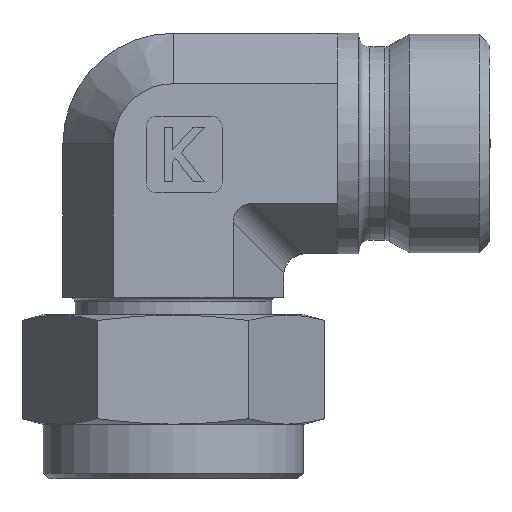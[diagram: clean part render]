
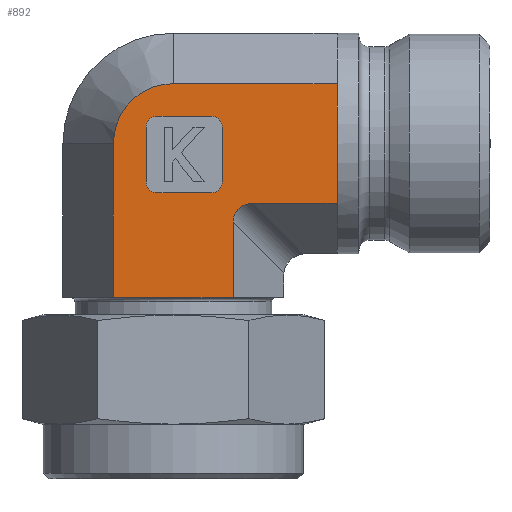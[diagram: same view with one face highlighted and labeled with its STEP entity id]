
A CAD part, left-side view. The second image highlights one B-rep face of the part: STEP entity #892.
In plain terms, the highlighted planar face has unit normal (-1, 0, 0).
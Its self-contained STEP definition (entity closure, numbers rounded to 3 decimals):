
#178=CARTESIAN_POINT('',(-28.485,4.059,0.9));
#179=VERTEX_POINT('',#178);
#186=CARTESIAN_POINT('',(-28.485,15.029,0.9));
#187=VERTEX_POINT('',#186);
#188=CARTESIAN_POINT('',(-28.485,15.029,0.9));
#189=DIRECTION('',(0.0,-1.0,0.0));
#190=VECTOR('',#189,10.97);
#191=LINE('',#188,#190);
#192=EDGE_CURVE('',#187,#179,#191,.T.);
#268=CARTESIAN_POINT('',(-28.485,-5.456,18.44));
#269=VERTEX_POINT('',#268);
#270=CARTESIAN_POINT('',(-28.485,-5.456,20.485));
#271=VERTEX_POINT('',#270);
#272=CARTESIAN_POINT('',(-28.485,-5.456,18.44));
#273=DIRECTION('',(0.0,0.0,1.0));
#274=VECTOR('',#273,2.045);
#275=LINE('',#272,#274);
#276=EDGE_CURVE('',#269,#271,#275,.T.);
#334=CARTESIAN_POINT('',(-28.485,-5.456,9.515));
#335=VERTEX_POINT('',#334);
#342=CARTESIAN_POINT('',(-28.485,-5.456,11.56));
#343=VERTEX_POINT('',#342);
#351=CARTESIAN_POINT('',(-28.485,-5.456,9.515));
#352=DIRECTION('',(0.0,0.0,1.0));
#353=VECTOR('',#352,2.045);
#354=LINE('',#351,#353);
#355=EDGE_CURVE('',#335,#343,#354,.T.);
#563=CARTESIAN_POINT('',(-28.485,-5.461,18.44));
#564=VERTEX_POINT('',#563);
#565=CARTESIAN_POINT('',(-28.485,-5.461,18.44));
#566=DIRECTION('',(0.0,1.0,0.0));
#567=VECTOR('',#566,0.005);
#568=LINE('',#565,#567);
#569=EDGE_CURVE('',#564,#269,#568,.T.);
#571=CARTESIAN_POINT('',(-28.485,-5.461,11.56));
#572=VERTEX_POINT('',#571);
#580=CARTESIAN_POINT('',(-28.485,-5.456,11.56));
#581=DIRECTION('',(0.0,-1.0,0.0));
#582=VECTOR('',#581,0.005);
#583=LINE('',#580,#582);
#584=EDGE_CURVE('',#343,#572,#583,.T.);
#720=CARTESIAN_POINT('',(-28.485,2.327,9.515));
#721=VERTEX_POINT('',#720);
#722=CARTESIAN_POINT('',(-28.485,2.327,9.515));
#723=DIRECTION('',(0.0,-1.0,0.0));
#724=VECTOR('',#723,7.783);
#725=LINE('',#722,#724);
#726=EDGE_CURVE('',#721,#335,#725,.T.);
#747=CARTESIAN_POINT('',(-28.485,4.059,0.0));
#748=DIRECTION('',(-1.0,0.0,0.0));
#749=DIRECTION('',(0.0,0.0,1.0));
#750=AXIS2_PLACEMENT_3D('',#747,#748,#749);
#751=PLANE('',#750);
#752=ORIENTED_EDGE('',*,*,#355,.T.);
#753=ORIENTED_EDGE('',*,*,#584,.T.);
#754=CARTESIAN_POINT('',(-28.485,-5.456,11.878));
#755=VERTEX_POINT('',#754);
#756=CARTESIAN_POINT('',(-28.485,-5.461,11.56));
#757=CARTESIAN_POINT('',(-28.485,-5.458,11.669));
#758=CARTESIAN_POINT('',(-28.485,-5.456,11.776));
#759=CARTESIAN_POINT('',(-28.485,-5.456,11.878));
#760=B_SPLINE_CURVE_WITH_KNOTS('',3,(#756,#757,#758,#759),.UNSPECIFIED.,.F.,.U.,(4,4),(0.797,0.827),.UNSPECIFIED.);
#761=EDGE_CURVE('',#572,#755,#760,.T.);
#762=ORIENTED_EDGE('',*,*,#761,.T.);
#763=CARTESIAN_POINT('',(-28.485,-5.456,18.122));
#764=VERTEX_POINT('',#763);
#765=CARTESIAN_POINT('',(-28.485,-5.456,11.878));
#766=DIRECTION('',(0.0,0.0,1.0));
#767=VECTOR('',#766,6.245);
#768=LINE('',#765,#767);
#769=EDGE_CURVE('',#755,#764,#768,.T.);
#770=ORIENTED_EDGE('',*,*,#769,.T.);
#771=CARTESIAN_POINT('',(-28.485,-5.456,18.122));
#772=CARTESIAN_POINT('',(-28.485,-5.456,18.224));
#773=CARTESIAN_POINT('',(-28.485,-5.458,18.331));
#774=CARTESIAN_POINT('',(-28.485,-5.461,18.44));
#775=B_SPLINE_CURVE_WITH_KNOTS('',3,(#771,#772,#773,#774),.UNSPECIFIED.,.F.,.U.,(4,4),(1.413,1.444),.UNSPECIFIED.);
#776=EDGE_CURVE('',#764,#564,#775,.T.);
#777=ORIENTED_EDGE('',*,*,#776,.T.);
#778=ORIENTED_EDGE('',*,*,#569,.T.);
#779=ORIENTED_EDGE('',*,*,#276,.T.);
#780=CARTESIAN_POINT('',(-28.485,9.544,20.485));
#781=VERTEX_POINT('',#780);
#782=CARTESIAN_POINT('',(-28.485,9.544,20.485));
#783=DIRECTION('',(0.0,-1.0,0.0));
#784=VECTOR('',#783,15.0);
#785=LINE('',#782,#784);
#786=EDGE_CURVE('',#781,#271,#785,.T.);
#787=ORIENTED_EDGE('',*,*,#786,.F.);
#788=CARTESIAN_POINT('',(-28.485,15.029,15.));
#789=VERTEX_POINT('',#788);
#790=CARTESIAN_POINT('',(-28.485,9.544,15.));
#791=DIRECTION('',(-1.0,0.0,0.0));
#792=DIRECTION('',(0.0,0.0,1.0));
#793=AXIS2_PLACEMENT_3D('',#790,#791,#792);
#794=CIRCLE('',#793,5.485);
#795=EDGE_CURVE('',#781,#789,#794,.T.);
#796=ORIENTED_EDGE('',*,*,#795,.T.);
#797=CARTESIAN_POINT('',(-28.485,15.029,0.9));
#798=DIRECTION('',(0.0,0.0,1.0));
#799=VECTOR('',#798,14.1);
#800=LINE('',#797,#799);
#801=EDGE_CURVE('',#187,#789,#800,.T.);
#802=ORIENTED_EDGE('',*,*,#801,.F.);
#803=ORIENTED_EDGE('',*,*,#192,.T.);
#804=CARTESIAN_POINT('',(-28.485,4.059,7.783));
#805=VERTEX_POINT('',#804);
#806=CARTESIAN_POINT('',(-28.485,4.059,0.9));
#807=DIRECTION('',(0.0,0.0,1.0));
#808=VECTOR('',#807,6.883);
#809=LINE('',#806,#808);
#810=EDGE_CURVE('',#179,#805,#809,.T.);
#811=ORIENTED_EDGE('',*,*,#810,.T.);
#812=CARTESIAN_POINT('',(-28.485,1.75,7.206));
#813=DIRECTION('',(-1.0,0.0,0.0));
#814=DIRECTION('',(0.0,0.707,0.707));
#815=AXIS2_PLACEMENT_3D('',#812,#813,#814);
#816=ELLIPSE('',#815,2.582,2.0);
#817=EDGE_CURVE('',#721,#805,#816,.T.);
#818=ORIENTED_EDGE('',*,*,#817,.F.);
#819=ORIENTED_EDGE('',*,*,#726,.T.);
#820=EDGE_LOOP('',(#752,#753,#762,#770,#777,#778,#779,#787,#796,#802,#803,#811,#818,#819));
#821=FACE_OUTER_BOUND('',#820,.T.);
#822=CARTESIAN_POINT('',(-28.485,6.044,10.5));
#823=VERTEX_POINT('',#822);
#824=CARTESIAN_POINT('',(-28.485,11.044,10.5));
#825=VERTEX_POINT('',#824);
#826=CARTESIAN_POINT('',(-28.485,6.044,10.5));
#827=DIRECTION('',(0.0,1.0,0.0));
#828=VECTOR('',#827,5.);
#829=LINE('',#826,#828);
#830=EDGE_CURVE('',#823,#825,#829,.T.);
#831=ORIENTED_EDGE('',*,*,#830,.T.);
#832=CARTESIAN_POINT('',(-28.485,12.044,11.5));
#833=VERTEX_POINT('',#832);
#834=CARTESIAN_POINT('',(-28.485,11.044,11.5));
#835=DIRECTION('',(-1.0,0.0,0.0));
#836=DIRECTION('',(0.0,0.707,-0.707));
#837=AXIS2_PLACEMENT_3D('',#834,#835,#836);
#838=CIRCLE('',#837,1.0);
#839=EDGE_CURVE('',#833,#825,#838,.T.);
#840=ORIENTED_EDGE('',*,*,#839,.F.);
#841=CARTESIAN_POINT('',(-28.485,12.044,16.5));
#842=VERTEX_POINT('',#841);
#843=CARTESIAN_POINT('',(-28.485,12.044,11.5));
#844=DIRECTION('',(0.0,0.0,1.0));
#845=VECTOR('',#844,5.);
#846=LINE('',#843,#845);
#847=EDGE_CURVE('',#833,#842,#846,.T.);
#848=ORIENTED_EDGE('',*,*,#847,.T.);
#849=CARTESIAN_POINT('',(-28.485,11.044,17.5));
#850=VERTEX_POINT('',#849);
#851=CARTESIAN_POINT('',(-28.485,11.044,16.5));
#852=DIRECTION('',(-1.0,0.0,0.0));
#853=DIRECTION('',(0.0,0.707,0.707));
#854=AXIS2_PLACEMENT_3D('',#851,#852,#853);
#855=CIRCLE('',#854,1.0);
#856=EDGE_CURVE('',#850,#842,#855,.T.);
#857=ORIENTED_EDGE('',*,*,#856,.F.);
#858=CARTESIAN_POINT('',(-28.485,6.044,17.5));
#859=VERTEX_POINT('',#858);
#860=CARTESIAN_POINT('',(-28.485,11.044,17.5));
#861=DIRECTION('',(0.0,-1.0,0.0));
#862=VECTOR('',#861,5.);
#863=LINE('',#860,#862);
#864=EDGE_CURVE('',#850,#859,#863,.T.);
#865=ORIENTED_EDGE('',*,*,#864,.T.);
#866=CARTESIAN_POINT('',(-28.485,5.044,16.5));
#867=VERTEX_POINT('',#866);
#868=CARTESIAN_POINT('',(-28.485,6.044,16.5));
#869=DIRECTION('',(-1.0,0.0,0.0));
#870=DIRECTION('',(0.0,-0.707,0.707));
#871=AXIS2_PLACEMENT_3D('',#868,#869,#870);
#872=CIRCLE('',#871,1.0);
#873=EDGE_CURVE('',#867,#859,#872,.T.);
#874=ORIENTED_EDGE('',*,*,#873,.F.);
#875=CARTESIAN_POINT('',(-28.485,5.044,11.5));
#876=VERTEX_POINT('',#875);
#877=CARTESIAN_POINT('',(-28.485,5.044,16.5));
#878=DIRECTION('',(0.0,0.0,-1.0));
#879=VECTOR('',#878,5.);
#880=LINE('',#877,#879);
#881=EDGE_CURVE('',#867,#876,#880,.T.);
#882=ORIENTED_EDGE('',*,*,#881,.T.);
#883=CARTESIAN_POINT('',(-28.485,6.044,11.5));
#884=DIRECTION('',(-1.0,0.0,0.0));
#885=DIRECTION('',(0.0,-0.707,-0.707));
#886=AXIS2_PLACEMENT_3D('',#883,#884,#885);
#887=CIRCLE('',#886,1.0);
#888=EDGE_CURVE('',#823,#876,#887,.T.);
#889=ORIENTED_EDGE('',*,*,#888,.F.);
#890=EDGE_LOOP('',(#831,#840,#848,#857,#865,#874,#882,#889));
#891=FACE_BOUND('',#890,.T.);
#892=ADVANCED_FACE('',(#821,#891),#751,.T.);
